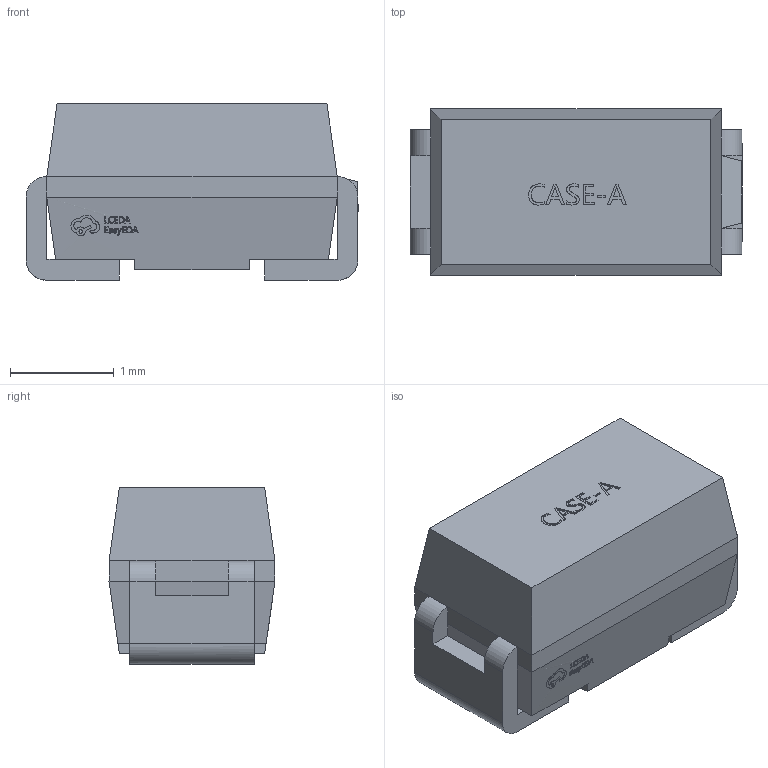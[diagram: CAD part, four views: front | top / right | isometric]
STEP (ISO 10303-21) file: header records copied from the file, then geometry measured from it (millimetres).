
FILE_DESCRIPTION (( 'STEP AP214' ), '1' );
FILE_NAME ('CAP-SMD_L3.2-W1.6-RD-C7171.STEP', '2023-05-26T06:46:00', ( '' ), ( '' ), 'SwSTEP 2.0', 'SolidWorks 2019', '' );
FILE_SCHEMA (( 'AUTOMOTIVE_DESIGN' ));
Length unit declared in the file: millimetre
Products named in the file (4): CAP-SMD_L3.2-W1.6-RD-C7171; C1; COMPOUND_2
Assembly tree (3 placements, depth 4):
  CAP-SMD_L3.2-W1.6-RD-C7171
    C1
      CAP-SMD_L3.2-W1.6-RD-C7171
        COMPOUND_2
Bounding box: 3.2 x 1.6 x 1.7 mm (x, y, z)
Surface area: 27.4 mm2 (no closed solid volume)
Topology: 0 solids, 2 shells, 405 faces, 1072 edges, 696 vertices
Faces by surface type: plane 263, bspline 136, cylinder 6
Entity records: 19189 total; most frequent: CARTESIAN_POINT 5938, ORIENTED_EDGE 2142, DIRECTION 1158, EDGE_CURVE 1072, VERTEX_POINT 696, VECTOR 588, LINE 588, B_SPLINE_CURVE_WITH_KNOTS 476
